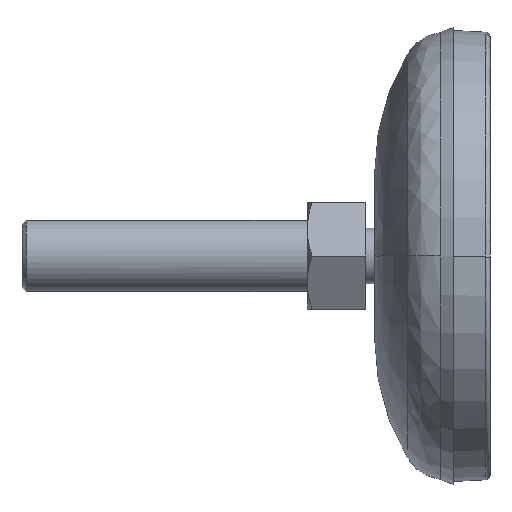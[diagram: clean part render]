
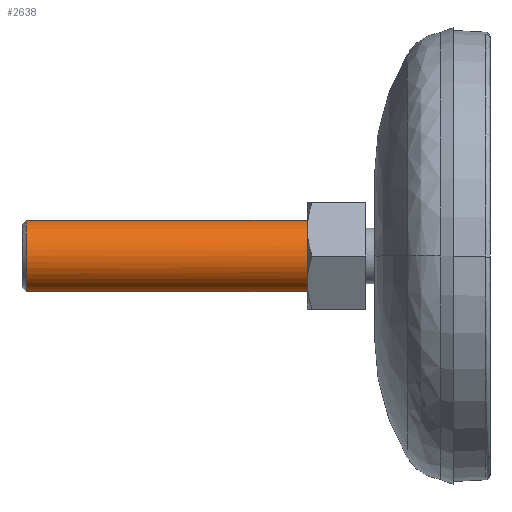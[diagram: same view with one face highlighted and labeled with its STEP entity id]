
A CAD part, left-side view. The second image highlights one B-rep face of the part: STEP entity #2638.
In plain terms, the highlighted cylindrical face has radius 8 mm (diameter 16 mm), a partial arc.
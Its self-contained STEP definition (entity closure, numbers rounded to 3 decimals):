
#20 = EDGE_CURVE ( 'NONE', #3134, #2855, #168, .T. ) ;
#30 = CARTESIAN_POINT ( 'NONE',  ( -6.5, 37.7, -4.664 ) ) ;
#36 = CARTESIAN_POINT ( 'NONE',  ( -6.5, 29.7, -4.664 ) ) ;
#55 = LINE ( 'NONE', #544, #2474 ) ;
#139 = ORIENTED_EDGE ( 'NONE', *, *, #2215, .T. ) ;
#168 = CIRCLE ( 'NONE', #700, 8. ) ;
#226 = CARTESIAN_POINT ( 'NONE',  ( -6.5, -18.883, -4.664 ) ) ;
#238 = EDGE_CURVE ( 'NONE', #591, #1567, #1518, .T. ) ;
#278 = EDGE_LOOP ( 'NONE', ( #444, #2805, #1168, #2850 ) ) ;
#322 = CARTESIAN_POINT ( 'NONE',  ( -6.5, 37.7, 4.664 ) ) ;
#443 = CARTESIAN_POINT ( 'NONE',  ( 0., 29.7, 0. ) ) ;
#444 = ORIENTED_EDGE ( 'NONE', *, *, #2925, .F. ) ;
#459 = VERTEX_POINT ( 'NONE', #30 ) ;
#522 = LINE ( 'NONE', #226, #714 ) ;
#544 = CARTESIAN_POINT ( 'NONE',  ( 0., -18.883, -8. ) ) ;
#591 = VERTEX_POINT ( 'NONE', #36 ) ;
#700 = AXIS2_PLACEMENT_3D ( 'NONE', #1448, #2479, #3179 ) ;
#714 = VECTOR ( 'NONE', #1291, 1000. ) ;
#718 = CARTESIAN_POINT ( 'NONE',  ( 0., 100.7, 8. ) ) ;
#743 = DIRECTION ( 'NONE',  ( 0., -1., 0. ) ) ;
#1048 = EDGE_LOOP ( 'NONE', ( #1216, #2930, #139, #1454 ) ) ;
#1165 = DIRECTION ( 'NONE',  ( 0., -1., 0. ) ) ;
#1168 = ORIENTED_EDGE ( 'NONE', *, *, #238, .F. ) ;
#1216 = ORIENTED_EDGE ( 'NONE', *, *, #2838, .F. ) ;
#1247 = CARTESIAN_POINT ( 'NONE',  ( 0., -18.883, 0. ) ) ;
#1255 = CARTESIAN_POINT ( 'NONE',  ( 0., 26.26, 8. ) ) ;
#1291 = DIRECTION ( 'NONE',  ( 0., -1., 0. ) ) ;
#1292 = DIRECTION ( 'NONE',  ( 0., -1., 0. ) ) ;
#1448 = CARTESIAN_POINT ( 'NONE',  ( 0., 26.26, 0. ) ) ;
#1453 = CARTESIAN_POINT ( 'NONE',  ( 0., -18.883, 8. ) ) ;
#1454 = ORIENTED_EDGE ( 'NONE', *, *, #20, .F. ) ;
#1500 = DIRECTION ( 'NONE',  ( 0., -1., 0. ) ) ;
#1518 = CIRCLE ( 'NONE', #1939, 8. ) ;
#1545 = FACE_OUTER_BOUND ( 'NONE', #1048, .T. ) ;
#1562 = VECTOR ( 'NONE', #1165, 1000. ) ;
#1567 = VERTEX_POINT ( 'NONE', #1867 ) ;
#1657 = DIRECTION ( 'NONE',  ( 1., 0., 0. ) ) ;
#1673 = CARTESIAN_POINT ( 'NONE',  ( 0., 100.7, 0. ) ) ;
#1692 = LINE ( 'NONE', #1453, #1562 ) ;
#1804 = EDGE_CURVE ( 'NONE', #459, #591, #522, .T. ) ;
#1867 = CARTESIAN_POINT ( 'NONE',  ( -6.5, 29.7, 4.664 ) ) ;
#1939 = AXIS2_PLACEMENT_3D ( 'NONE', #443, #2505, #1657 ) ;
#1995 = CARTESIAN_POINT ( 'NONE',  ( 0., 37.7, 0. ) ) ;
#2215 = EDGE_CURVE ( 'NONE', #2643, #2855, #55, .T. ) ;
#2243 = FACE_BOUND ( 'NONE', #278, .T. ) ;
#2278 = EDGE_CURVE ( 'NONE', #1567, #2360, #2880, .T. ) ;
#2360 = VERTEX_POINT ( 'NONE', #322 ) ;
#2368 = DIRECTION ( 'NONE',  ( 0., 1., 0. ) ) ;
#2459 = AXIS2_PLACEMENT_3D ( 'NONE', #1673, #2743, #2476 ) ;
#2474 = VECTOR ( 'NONE', #1292, 1000. ) ;
#2476 = DIRECTION ( 'NONE',  ( 0., 0., -1. ) ) ;
#2479 = DIRECTION ( 'NONE',  ( 0., -1., 0. ) ) ;
#2505 = DIRECTION ( 'NONE',  ( 0., 1., 0. ) ) ;
#2528 = CYLINDRICAL_SURFACE ( 'NONE', #2853, 8. ) ;
#2594 = CIRCLE ( 'NONE', #3077, 8. ) ;
#2631 = CARTESIAN_POINT ( 'NONE',  ( -6.5, -18.883, 4.664 ) ) ;
#2632 = CIRCLE ( 'NONE', #2459, 8. ) ;
#2638 = ADVANCED_FACE ( 'NONE', ( #1545, #2243 ), #2528, .T. ) ;
#2643 = VERTEX_POINT ( 'NONE', #3351 ) ;
#2647 = VECTOR ( 'NONE', #2368, 1000. ) ;
#2743 = DIRECTION ( 'NONE',  ( 0., -1., 0. ) ) ;
#2805 = ORIENTED_EDGE ( 'NONE', *, *, #2278, .F. ) ;
#2806 = DIRECTION ( 'NONE',  ( -1., 0., 0. ) ) ;
#2838 = EDGE_CURVE ( 'NONE', #3124, #3134, #1692, .T. ) ;
#2840 = DIRECTION ( 'NONE',  ( 0., 0., -1. ) ) ;
#2850 = ORIENTED_EDGE ( 'NONE', *, *, #1804, .F. ) ;
#2853 = AXIS2_PLACEMENT_3D ( 'NONE', #1247, #1500, #2840 ) ;
#2855 = VERTEX_POINT ( 'NONE', #3005 ) ;
#2880 = LINE ( 'NONE', #2631, #2647 ) ;
#2925 = EDGE_CURVE ( 'NONE', #2360, #459, #2594, .T. ) ;
#2930 = ORIENTED_EDGE ( 'NONE', *, *, #3082, .T. ) ;
#3005 = CARTESIAN_POINT ( 'NONE',  ( 0., 26.26, -8. ) ) ;
#3077 = AXIS2_PLACEMENT_3D ( 'NONE', #1995, #743, #2806 ) ;
#3082 = EDGE_CURVE ( 'NONE', #3124, #2643, #2632, .T. ) ;
#3124 = VERTEX_POINT ( 'NONE', #718 ) ;
#3134 = VERTEX_POINT ( 'NONE', #1255 ) ;
#3179 = DIRECTION ( 'NONE',  ( 0., 0., -1. ) ) ;
#3351 = CARTESIAN_POINT ( 'NONE',  ( 0., 100.7, -8. ) ) ;
